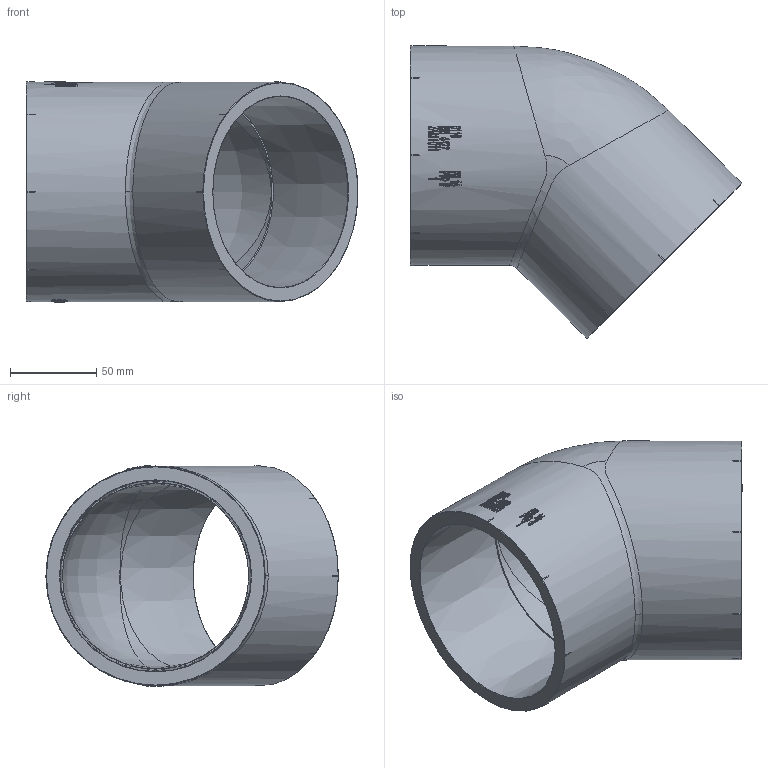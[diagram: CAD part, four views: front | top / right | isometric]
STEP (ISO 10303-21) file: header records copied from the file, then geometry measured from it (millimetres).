
FILE_DESCRIPTION(/* description */ (''),/* implementation_level */ '2;1');
FILE_NAME(/* name */ '45°弯头110.stp',/* time_stamp */ '2024-08-23T10:08:37+08:00',/* author */ (''),/* organization */ (''),/* preprocessor_version */ 'ST-DEVELOPER v16',/* originating_system */ 'SIEMENS PLM Software NX 10.0',/* authorisation */ '');
FILE_SCHEMA (('AUTOMOTIVE_DESIGN { 1 0 10303 214 3 1 1 1 }'));
Length unit declared in the file: millimetre
Products named in the file (1): gelv11AC93B5n9t9
Bounding box: 192.27 x 169.55 x 127.88 mm (x, y, z)
Volume: 549755.3 mm3; surface area: 133631.7 mm2
Topology: 1 solids, 1 shells, 364 faces, 899 edges, 599 vertices
Faces by surface type: plane 161, bspline 98, cylinder 65, sphere 32, cone 4, torus 4
Full cylindrical faces by diameter (mm): 126.95 x2
Entity records: 27709 total; most frequent: CARTESIAN_POINT 20983, ORIENTED_EDGE 1736, EDGE_CURVE 868, B_SPLINE_CURVE_WITH_KNOTS 791, DIRECTION 656, VERTEX_POINT 590, EDGE_LOOP 450, ADVANCED_FACE 364
